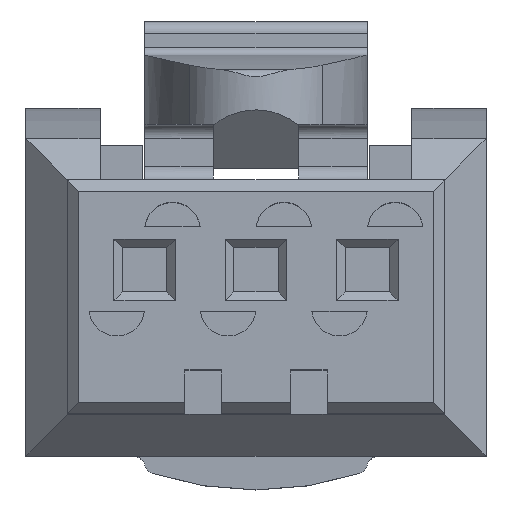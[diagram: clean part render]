
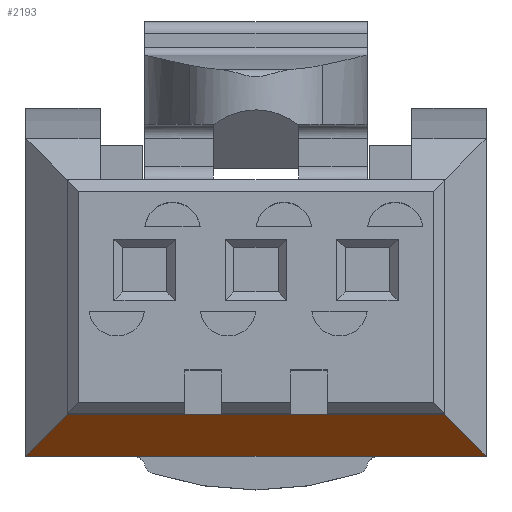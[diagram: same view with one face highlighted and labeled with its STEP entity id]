
A CAD part, top view. The second image highlights one B-rep face of the part: STEP entity #2193.
In plain terms, the highlighted planar face has unit normal (0, -0.707, 0.707).
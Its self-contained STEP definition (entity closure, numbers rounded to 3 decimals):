
#46 = CARTESIAN_POINT ( 'NONE',  ( -0.625, -2.6, 9.85 ) ) ;
#88 = ORIENTED_EDGE ( 'NONE', *, *, #2337, .T. ) ;
#207 = EDGE_CURVE ( 'NONE', #1137, #3301, #1335, .T. ) ;
#225 = VERTEX_POINT ( 'NONE', #1212 ) ;
#532 = EDGE_CURVE ( 'NONE', #2073, #2784, #1699, .T. ) ;
#695 = ORIENTED_EDGE ( 'NONE', *, *, #1920, .F. ) ;
#717 = DIRECTION ( 'NONE',  ( 0.577, -0.577, -0.577 ) ) ;
#723 = EDGE_CURVE ( 'NONE', #2682, #2876, #2878, .T. ) ;
#784 = DIRECTION ( 'NONE',  ( -1., 0., 0. ) ) ;
#906 = DIRECTION ( 'NONE',  ( -1., 0., 0. ) ) ;
#913 = DIRECTION ( 'NONE',  ( 0., 0.707, 0.707 ) ) ;
#1030 = CARTESIAN_POINT ( 'NONE',  ( 3.637, -2.857, 9.593 ) ) ;
#1085 = DIRECTION ( 'NONE',  ( -1., 0., 0. ) ) ;
#1137 = VERTEX_POINT ( 'NONE', #2070 ) ;
#1166 = ORIENTED_EDGE ( 'NONE', *, *, #3268, .F. ) ;
#1195 = FACE_OUTER_BOUND ( 'NONE', #1637, .T. ) ;
#1212 = CARTESIAN_POINT ( 'NONE',  ( 0.625, -2.6, 9.85 ) ) ;
#1228 = CARTESIAN_POINT ( 'NONE',  ( 4.15, -2.6, 9.85 ) ) ;
#1231 = ORIENTED_EDGE ( 'NONE', *, *, #207, .T. ) ;
#1283 = VECTOR ( 'NONE', #1587, 1000. ) ;
#1335 = LINE ( 'NONE', #3252, #1283 ) ;
#1547 = PLANE ( 'NONE',  #2639 ) ;
#1587 = DIRECTION ( 'NONE',  ( -1., 0., 0. ) ) ;
#1610 = ORIENTED_EDGE ( 'NONE', *, *, #532, .F. ) ;
#1637 = EDGE_LOOP ( 'NONE', ( #1166, #1805, #3757, #88, #2025, #1231, #695, #1610 ) ) ;
#1655 = CARTESIAN_POINT ( 'NONE',  ( 4.15, -2.6, 9.85 ) ) ;
#1699 = LINE ( 'NONE', #1782, #2471 ) ;
#1782 = CARTESIAN_POINT ( 'NONE',  ( 4.15, -3.35, 9.1 ) ) ;
#1805 = ORIENTED_EDGE ( 'NONE', *, *, #723, .T. ) ;
#1820 = VECTOR ( 'NONE', #3979, 1000. ) ;
#1833 = CARTESIAN_POINT ( 'NONE',  ( 4.15, -2.6, 9.85 ) ) ;
#1920 = EDGE_CURVE ( 'NONE', #2784, #3301, #2200, .T. ) ;
#1949 = LINE ( 'NONE', #4075, #3639 ) ;
#1955 = VECTOR ( 'NONE', #717, 1000. ) ;
#2025 = ORIENTED_EDGE ( 'NONE', *, *, #3669, .T. ) ;
#2070 = CARTESIAN_POINT ( 'NONE',  ( -1.275, -2.6, 9.85 ) ) ;
#2073 = VERTEX_POINT ( 'NONE', #3884 ) ;
#2085 = CARTESIAN_POINT ( 'NONE',  ( -3.38, -2.6, 9.85 ) ) ;
#2193 = ADVANCED_FACE ( 'PLANAR_30', ( #1195 ), #1547, .F. ) ;
#2200 = LINE ( 'NONE', #3471, #2875 ) ;
#2337 = EDGE_CURVE ( 'NONE', #225, #4139, #2848, .T. ) ;
#2453 = DIRECTION ( 'NONE',  ( 0.577, 0.577, 0.577 ) ) ;
#2471 = VECTOR ( 'NONE', #1085, 1000. ) ;
#2639 = AXIS2_PLACEMENT_3D ( 'NONE', #1228, #3925, #913 ) ;
#2682 = VERTEX_POINT ( 'NONE', #2760 ) ;
#2760 = CARTESIAN_POINT ( 'NONE',  ( 3.38, -2.6, 9.85 ) ) ;
#2784 = VERTEX_POINT ( 'NONE', #3114 ) ;
#2835 = VECTOR ( 'NONE', #906, 1000. ) ;
#2848 = LINE ( 'NONE', #1655, #1820 ) ;
#2875 = VECTOR ( 'NONE', #2453, 1000. ) ;
#2876 = VERTEX_POINT ( 'NONE', #3491 ) ;
#2878 = LINE ( 'NONE', #3811, #2835 ) ;
#3025 = VECTOR ( 'NONE', #3134, 1000. ) ;
#3114 = CARTESIAN_POINT ( 'NONE',  ( -4.13, -3.35, 9.1 ) ) ;
#3134 = DIRECTION ( 'NONE',  ( -1., 0., 0. ) ) ;
#3252 = CARTESIAN_POINT ( 'NONE',  ( 4.15, -2.6, 9.85 ) ) ;
#3268 = EDGE_CURVE ( 'NONE', #2682, #2073, #3862, .T. ) ;
#3301 = VERTEX_POINT ( 'NONE', #2085 ) ;
#3471 = CARTESIAN_POINT ( 'NONE',  ( -0.87, -0.09, 12.36 ) ) ;
#3491 = CARTESIAN_POINT ( 'NONE',  ( 1.275, -2.6, 9.85 ) ) ;
#3578 = EDGE_CURVE ( 'NONE', #2876, #225, #1949, .T. ) ;
#3639 = VECTOR ( 'NONE', #784, 1000. ) ;
#3669 = EDGE_CURVE ( 'NONE', #4139, #1137, #3838, .T. ) ;
#3757 = ORIENTED_EDGE ( 'NONE', *, *, #3578, .T. ) ;
#3811 = CARTESIAN_POINT ( 'NONE',  ( 4.15, -2.6, 9.85 ) ) ;
#3838 = LINE ( 'NONE', #1833, #3025 ) ;
#3862 = LINE ( 'NONE', #1030, #1955 ) ;
#3884 = CARTESIAN_POINT ( 'NONE',  ( 4.13, -3.35, 9.1 ) ) ;
#3925 = DIRECTION ( 'NONE',  ( 0., 0.707, -0.707 ) ) ;
#3979 = DIRECTION ( 'NONE',  ( -1., 0., 0. ) ) ;
#4075 = CARTESIAN_POINT ( 'NONE',  ( 4.15, -2.6, 9.85 ) ) ;
#4139 = VERTEX_POINT ( 'NONE', #46 ) ;
